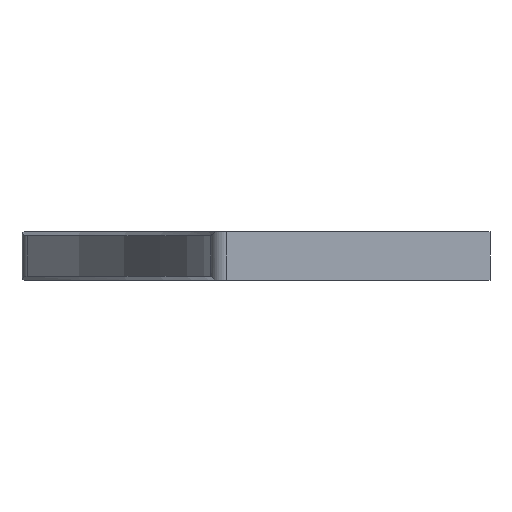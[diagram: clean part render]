
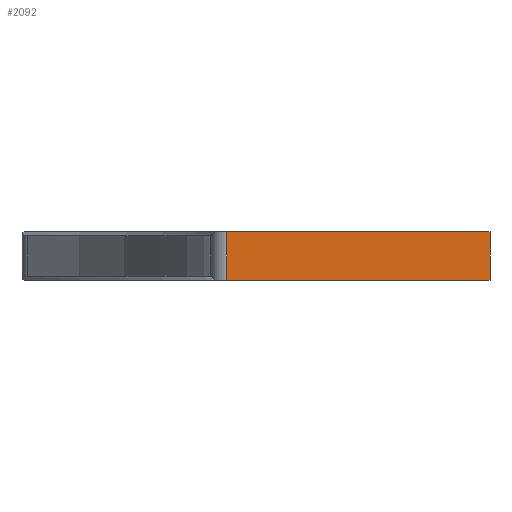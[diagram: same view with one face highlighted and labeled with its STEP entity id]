
A CAD part, front view. The second image highlights one B-rep face of the part: STEP entity #2092.
In plain terms, the highlighted planar face has unit normal (0, -1, 0).
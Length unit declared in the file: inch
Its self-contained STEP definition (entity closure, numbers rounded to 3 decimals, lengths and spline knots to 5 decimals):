
#18 = ORIENTED_EDGE ( 'NONE', *, *, #1823, .T. ) ;
#30 = DIRECTION ( 'NONE',  ( 0., -1., 0. ) ) ;
#295 = ORIENTED_EDGE ( 'NONE', *, *, #1198, .T. ) ;
#318 = DIRECTION ( 'NONE',  ( 1., 0., 0. ) ) ;
#352 = EDGE_LOOP ( 'NONE', ( #2079, #295, #18, #3401 ) ) ;
#379 = LINE ( 'NONE', #3114, #2848 ) ;
#400 = DIRECTION ( 'NONE',  ( 1., 0., 0. ) ) ;
#592 = EDGE_CURVE ( 'NONE', #1387, #3556, #379, .T. ) ;
#733 = CARTESIAN_POINT ( 'NONE',  ( 6.719, 0., 0. ) ) ;
#898 = CARTESIAN_POINT ( 'NONE',  ( 4.68633, 0., -0.3735 ) ) ;
#1198 = EDGE_CURVE ( 'NONE', #1387, #1285, #2786, .T. ) ;
#1204 = VECTOR ( 'NONE', #3616, 39.37008 ) ;
#1285 = VERTEX_POINT ( 'NONE', #898 ) ;
#1351 = CARTESIAN_POINT ( 'NONE',  ( 4.68633, 0., 0. ) ) ;
#1387 = VERTEX_POINT ( 'NONE', #1351 ) ;
#1823 = EDGE_CURVE ( 'NONE', #1285, #2554, #2373, .T. ) ;
#1928 = EDGE_CURVE ( 'NONE', #2554, #3556, #2472, .T. ) ;
#1947 = DIRECTION ( 'NONE',  ( 0., 0., 1. ) ) ;
#2079 = ORIENTED_EDGE ( 'NONE', *, *, #592, .F. ) ;
#2092 = ADVANCED_FACE ( 'NONE', ( #2966 ), #2692, .T. ) ;
#2151 = DIRECTION ( 'NONE',  ( 0., 0., -1. ) ) ;
#2159 = AXIS2_PLACEMENT_3D ( 'NONE', #3901, #30, #2151 ) ;
#2348 = VECTOR ( 'NONE', #1947, 39.37008 ) ;
#2373 = LINE ( 'NONE', #3352, #3170 ) ;
#2462 = CARTESIAN_POINT ( 'NONE',  ( 4.68633, 0., -0.3425 ) ) ;
#2472 = LINE ( 'NONE', #3128, #2348 ) ;
#2554 = VERTEX_POINT ( 'NONE', #2893 ) ;
#2692 = PLANE ( 'NONE',  #2159 ) ;
#2786 = LINE ( 'NONE', #2462, #1204 ) ;
#2848 = VECTOR ( 'NONE', #400, 39.37008 ) ;
#2893 = CARTESIAN_POINT ( 'NONE',  ( 6.719, 0., -0.3735 ) ) ;
#2966 = FACE_OUTER_BOUND ( 'NONE', #352, .T. ) ;
#3114 = CARTESIAN_POINT ( 'NONE',  ( 4.563, 0., 0. ) ) ;
#3128 = CARTESIAN_POINT ( 'NONE',  ( 6.719, 0., -0.3735 ) ) ;
#3170 = VECTOR ( 'NONE', #318, 39.37008 ) ;
#3352 = CARTESIAN_POINT ( 'NONE',  ( 4.563, 0., -0.3735 ) ) ;
#3401 = ORIENTED_EDGE ( 'NONE', *, *, #1928, .T. ) ;
#3556 = VERTEX_POINT ( 'NONE', #733 ) ;
#3616 = DIRECTION ( 'NONE',  ( 0., 0., -1. ) ) ;
#3901 = CARTESIAN_POINT ( 'NONE',  ( 4.563, 0., -0.3735 ) ) ;
